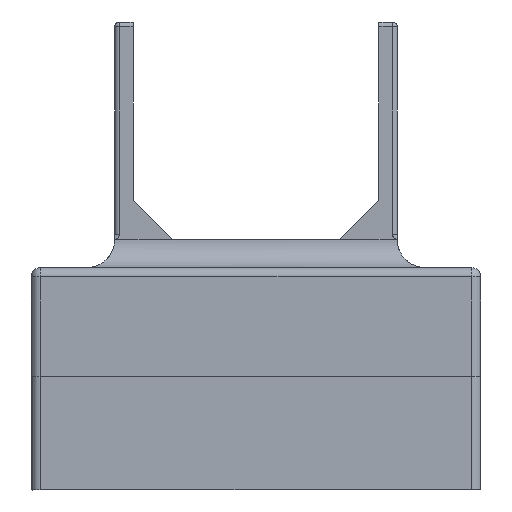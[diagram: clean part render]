
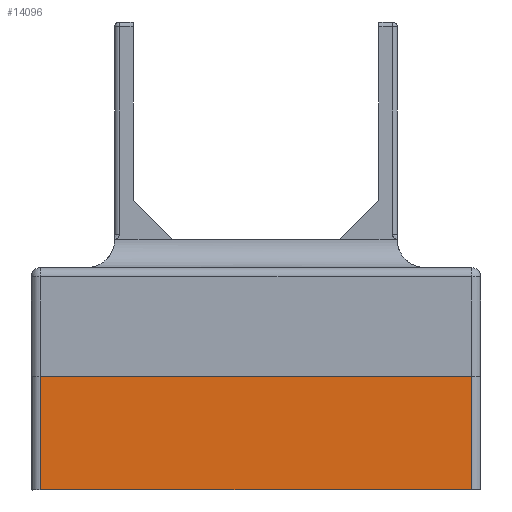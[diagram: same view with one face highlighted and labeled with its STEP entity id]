
A CAD part, left-side view. The second image highlights one B-rep face of the part: STEP entity #14096.
In plain terms, the highlighted planar face has unit normal (-1, 0, 0).
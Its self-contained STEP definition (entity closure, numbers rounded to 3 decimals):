
#1228=PLANE('',#14970);
#1923=FACE_OUTER_BOUND('',#2766,.T.);
#2766=EDGE_LOOP('',(#13117,#13118,#13119,#13120));
#3528=LINE('',#24598,#4773);
#3827=LINE('',#25788,#5072);
#4020=LINE('',#26269,#5265);
#4023=LINE('',#26274,#5268);
#4773=VECTOR('',#16439,10.);
#5072=VECTOR('',#17290,10.);
#5265=VECTOR('',#17823,10.);
#5268=VECTOR('',#17830,10.);
#6482=VERTEX_POINT('',#24596);
#6483=VERTEX_POINT('',#24597);
#6935=VERTEX_POINT('',#25785);
#6936=VERTEX_POINT('',#25787);
#8304=EDGE_CURVE('',#6482,#6483,#3528,.T.);
#8831=EDGE_CURVE('',#6935,#6936,#3827,.T.);
#9049=EDGE_CURVE('',#6483,#6935,#4020,.T.);
#9052=EDGE_CURVE('',#6936,#6482,#4023,.T.);
#13117=ORIENTED_EDGE('',*,*,#9049,.F.);
#13118=ORIENTED_EDGE('',*,*,#8304,.F.);
#13119=ORIENTED_EDGE('',*,*,#9052,.F.);
#13120=ORIENTED_EDGE('',*,*,#8831,.F.);
#14096=ADVANCED_FACE('',(#1923),#1228,.T.);
#14970=AXIS2_PLACEMENT_3D('',#26277,#17834,#17835);
#16439=DIRECTION('',(0.,1.,0.));
#17290=DIRECTION('',(0.,-1.,0.));
#17823=DIRECTION('',(0.,0.,1.));
#17830=DIRECTION('',(0.,0.,-1.));
#17834=DIRECTION('center_axis',(-1.,0.,0.));
#17835=DIRECTION('ref_axis',(0.,1.,0.));
#24596=CARTESIAN_POINT('',(-100.567,-46.5,-22.894));
#24597=CARTESIAN_POINT('',(-100.567,46.5,-22.894));
#24598=CARTESIAN_POINT('',(-100.567,-48.5,-22.894));
#25785=CARTESIAN_POINT('',(-100.567,46.5,1.606));
#25787=CARTESIAN_POINT('',(-100.567,-46.5,1.606));
#25788=CARTESIAN_POINT('',(-100.567,-48.5,1.606));
#26269=CARTESIAN_POINT('',(-100.567,46.5,1.606));
#26274=CARTESIAN_POINT('',(-100.567,-46.5,1.606));
#26277=CARTESIAN_POINT('Origin',(-100.567,-46.5,1.606));
